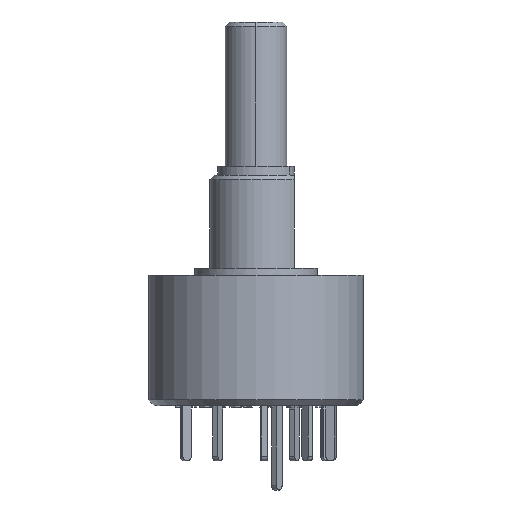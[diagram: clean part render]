
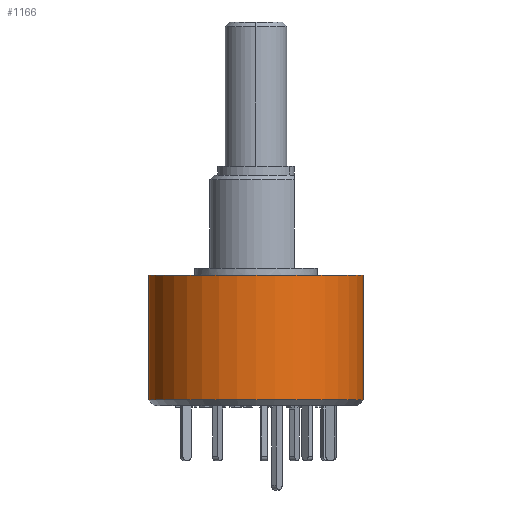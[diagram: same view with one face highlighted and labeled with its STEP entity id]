
A CAD part, left-side view. The second image highlights one B-rep face of the part: STEP entity #1166.
In plain terms, the highlighted cylindrical face has radius 7 mm (diameter 14 mm), a partial arc.
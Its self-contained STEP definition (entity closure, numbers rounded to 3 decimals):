
#261 = LINE ( 'NONE', #13116, #6506 ) ;
#498 = CARTESIAN_POINT ( 'NONE',  ( 0., -7., -0.45 ) ) ;
#766 = ORIENTED_EDGE ( 'NONE', *, *, #15721, .T. ) ;
#1117 = CARTESIAN_POINT ( 'NONE',  ( 0., -7., -0.45 ) ) ;
#1166 = ADVANCED_FACE ( 'NONE', ( #7681 ), #3553, .T. ) ;
#1505 = CARTESIAN_POINT ( 'NONE',  ( 0., -7., -8.574 ) ) ;
#1806 = CIRCLE ( 'NONE', #9947, 7. ) ;
#2278 = VERTEX_POINT ( 'NONE', #4111 ) ;
#2293 = DIRECTION ( 'NONE',  ( 0., -1., 0. ) ) ;
#3006 = VERTEX_POINT ( 'NONE', #10293 ) ;
#3415 = ORIENTED_EDGE ( 'NONE', *, *, #14983, .F. ) ;
#3553 = CYLINDRICAL_SURFACE ( 'NONE', #15134, 7. ) ;
#3857 = EDGE_CURVE ( 'NONE', #14582, #10333, #14004, .T. ) ;
#4111 = CARTESIAN_POINT ( 'NONE',  ( 0., 7., -8.574 ) ) ;
#4789 = CARTESIAN_POINT ( 'NONE',  ( 0., 0., -0.45 ) ) ;
#6008 = ORIENTED_EDGE ( 'NONE', *, *, #3857, .F. ) ;
#6506 = VECTOR ( 'NONE', #8279, 1000. ) ;
#7388 = CARTESIAN_POINT ( 'NONE',  ( 0., 0., -0.45 ) ) ;
#7641 = DIRECTION ( 'NONE',  ( 0., -1., 0. ) ) ;
#7681 = FACE_OUTER_BOUND ( 'NONE', #8050, .T. ) ;
#8050 = EDGE_LOOP ( 'NONE', ( #6008, #3415, #766, #13607 ) ) ;
#8279 = DIRECTION ( 'NONE',  ( 0., 0., -1. ) ) ;
#8484 = AXIS2_PLACEMENT_3D ( 'NONE', #4789, #9502, #2293 ) ;
#8889 = EDGE_CURVE ( 'NONE', #2278, #10333, #1806, .T. ) ;
#9367 = DIRECTION ( 'NONE',  ( 0., 0., -1. ) ) ;
#9502 = DIRECTION ( 'NONE',  ( 0., 0., 1. ) ) ;
#9820 = DIRECTION ( 'NONE',  ( 0., 0., -1. ) ) ;
#9947 = AXIS2_PLACEMENT_3D ( 'NONE', #11050, #14868, #7641 ) ;
#10293 = CARTESIAN_POINT ( 'NONE',  ( 0., 7., -0.45 ) ) ;
#10333 = VERTEX_POINT ( 'NONE', #1505 ) ;
#11030 = CIRCLE ( 'NONE', #8484, 7. ) ;
#11050 = CARTESIAN_POINT ( 'NONE',  ( 0., 0., -8.574 ) ) ;
#13116 = CARTESIAN_POINT ( 'NONE',  ( 0., 7., -0.45 ) ) ;
#13251 = VECTOR ( 'NONE', #9367, 1000. ) ;
#13597 = DIRECTION ( 'NONE',  ( 0., 1., 0. ) ) ;
#13607 = ORIENTED_EDGE ( 'NONE', *, *, #8889, .T. ) ;
#14004 = LINE ( 'NONE', #1117, #13251 ) ;
#14582 = VERTEX_POINT ( 'NONE', #498 ) ;
#14868 = DIRECTION ( 'NONE',  ( 0., 0., 1. ) ) ;
#14983 = EDGE_CURVE ( 'NONE', #3006, #14582, #11030, .T. ) ;
#15134 = AXIS2_PLACEMENT_3D ( 'NONE', #7388, #9820, #13597 ) ;
#15721 = EDGE_CURVE ( 'NONE', #3006, #2278, #261, .T. ) ;
